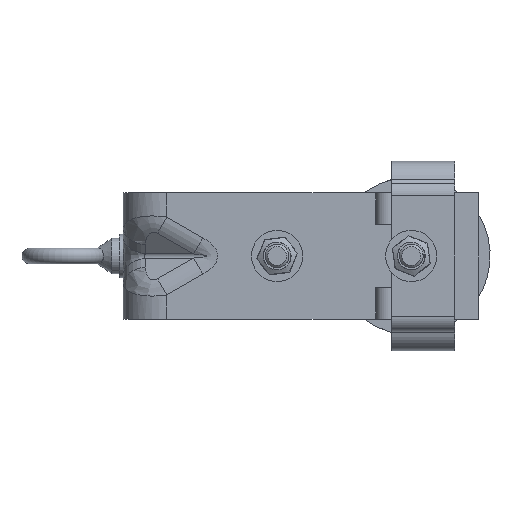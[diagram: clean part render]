
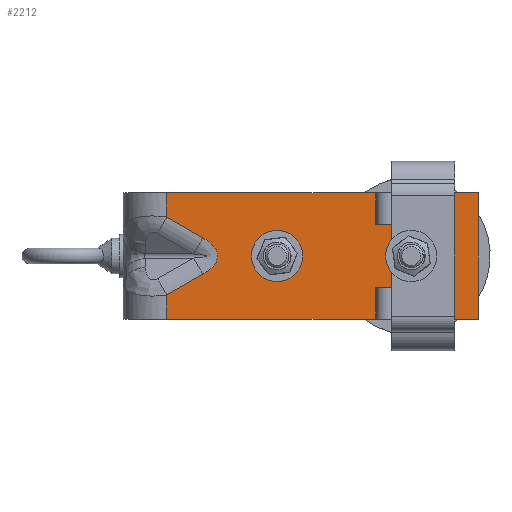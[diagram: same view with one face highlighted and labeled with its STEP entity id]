
A CAD part, left-side view. The second image highlights one B-rep face of the part: STEP entity #2212.
In plain terms, the highlighted planar face has unit normal (-1, 0, 0).
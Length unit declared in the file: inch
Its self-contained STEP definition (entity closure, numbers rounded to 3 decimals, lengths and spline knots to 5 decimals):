
#942=CARTESIAN_POINT('',(0.,3.1875,1.19531));
#943=VERTEX_POINT('',#942);
#944=CARTESIAN_POINT('',(0.,3.1875,1.));
#945=DIRECTION('',(1.0,0.0,0.0));
#946=DIRECTION('',(0.0,0.0,-1.0));
#947=AXIS2_PLACEMENT_3D('',#944,#945,#946);
#948=CIRCLE('',#947,0.19531);
#949=EDGE_CURVE('',#943,#943,#948,.T.);
#1040=CARTESIAN_POINT('',(0.0,1.0625,1.19531));
#1041=VERTEX_POINT('',#1040);
#1042=CARTESIAN_POINT('',(0.0,1.0625,1.));
#1043=DIRECTION('',(1.0,0.0,0.0));
#1044=DIRECTION('',(0.0,0.0,-1.0));
#1045=AXIS2_PLACEMENT_3D('',#1042,#1043,#1044);
#1046=CIRCLE('',#1045,0.19531);
#1047=EDGE_CURVE('',#1041,#1041,#1046,.T.);
#1750=CARTESIAN_POINT('',(0.0,4.9375,1.61603));
#1751=VERTEX_POINT('',#1750);
#1833=CARTESIAN_POINT('',(0.0,4.9375,0.38397));
#1834=VERTEX_POINT('',#1833);
#1877=CARTESIAN_POINT('',(0.0,4.36451,0.7106));
#1878=VERTEX_POINT('',#1877);
#1895=CARTESIAN_POINT('',(0.0,4.9375,0.38397));
#1896=DIRECTION('',(0.0,-0.869,0.495));
#1897=VECTOR('',#1896,0.65955);
#1898=LINE('',#1895,#1897);
#1899=EDGE_CURVE('',#1834,#1878,#1898,.T.);
#1940=CARTESIAN_POINT('',(0.0,4.36451,1.2894));
#1941=VERTEX_POINT('',#1940);
#1959=CARTESIAN_POINT('',(0.0,5.77478,1.));
#1960=DIRECTION('',(-1.0,0.0,0.0));
#1961=DIRECTION('',(0.0,-1.0,0.0));
#1962=AXIS2_PLACEMENT_3D('',#1959,#1960,#1961);
#1963=ELLIPSE('',#1962,1.64464,0.5625);
#1964=EDGE_CURVE('',#1878,#1941,#1963,.T.);
#1975=CARTESIAN_POINT('',(0.0,4.36451,1.2894));
#1976=DIRECTION('',(0.0,0.869,0.495));
#1977=VECTOR('',#1976,0.65955);
#1978=LINE('',#1975,#1977);
#1979=EDGE_CURVE('',#1941,#1751,#1978,.T.);
#2158=CARTESIAN_POINT('',(0.0,0.0,0.0));
#2159=DIRECTION('',(-1.0,0.0,0.0));
#2160=DIRECTION('',(0.0,0.0,1.0));
#2161=AXIS2_PLACEMENT_3D('',#2158,#2159,#2160);
#2162=PLANE('',#2161);
#2163=ORIENTED_EDGE('',*,*,#1979,.F.);
#2164=ORIENTED_EDGE('',*,*,#1964,.F.);
#2165=ORIENTED_EDGE('',*,*,#1899,.F.);
#2166=CARTESIAN_POINT('',(0.0,4.9375,0.0));
#2167=VERTEX_POINT('',#2166);
#2168=CARTESIAN_POINT('',(0.0,4.9375,0.0));
#2169=DIRECTION('',(0.0,0.0,1.0));
#2170=VECTOR('',#2169,0.38397);
#2171=LINE('',#2168,#2170);
#2172=EDGE_CURVE('',#2167,#1834,#2171,.T.);
#2173=ORIENTED_EDGE('',*,*,#2172,.F.);
#2174=CARTESIAN_POINT('',(0.0,0.0,0.0));
#2175=VERTEX_POINT('',#2174);
#2176=CARTESIAN_POINT('',(0.0,0.0,0.0));
#2177=DIRECTION('',(0.0,1.0,0.0));
#2178=VECTOR('',#2177,4.9375);
#2179=LINE('',#2176,#2178);
#2180=EDGE_CURVE('',#2175,#2167,#2179,.T.);
#2181=ORIENTED_EDGE('',*,*,#2180,.F.);
#2182=CARTESIAN_POINT('',(0.0,0.0,2.0));
#2183=VERTEX_POINT('',#2182);
#2184=CARTESIAN_POINT('',(0.0,0.0,0.0));
#2185=DIRECTION('',(0.0,0.0,1.0));
#2186=VECTOR('',#2185,2.0);
#2187=LINE('',#2184,#2186);
#2188=EDGE_CURVE('',#2175,#2183,#2187,.T.);
#2189=ORIENTED_EDGE('',*,*,#2188,.T.);
#2190=CARTESIAN_POINT('',(0.0,4.9375,2.0));
#2191=VERTEX_POINT('',#2190);
#2192=CARTESIAN_POINT('',(0.0,0.0,2.0));
#2193=DIRECTION('',(0.0,1.0,0.0));
#2194=VECTOR('',#2193,4.9375);
#2195=LINE('',#2192,#2194);
#2196=EDGE_CURVE('',#2183,#2191,#2195,.T.);
#2197=ORIENTED_EDGE('',*,*,#2196,.T.);
#2198=CARTESIAN_POINT('',(0.0,4.9375,1.61603));
#2199=DIRECTION('',(0.0,0.0,1.0));
#2200=VECTOR('',#2199,0.38397);
#2201=LINE('',#2198,#2200);
#2202=EDGE_CURVE('',#1751,#2191,#2201,.T.);
#2203=ORIENTED_EDGE('',*,*,#2202,.F.);
#2204=EDGE_LOOP('',(#2163,#2164,#2165,#2173,#2181,#2189,#2197,#2203));
#2205=FACE_OUTER_BOUND('',#2204,.T.);
#2206=ORIENTED_EDGE('',*,*,#949,.T.);
#2207=EDGE_LOOP('',(#2206));
#2208=FACE_BOUND('',#2207,.T.);
#2209=ORIENTED_EDGE('',*,*,#1047,.T.);
#2210=EDGE_LOOP('',(#2209));
#2211=FACE_BOUND('',#2210,.T.);
#2212=ADVANCED_FACE('',(#2205,#2208,#2211),#2162,.T.);
